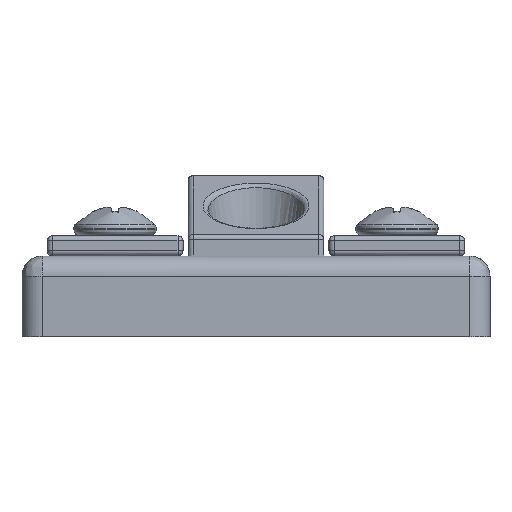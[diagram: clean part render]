
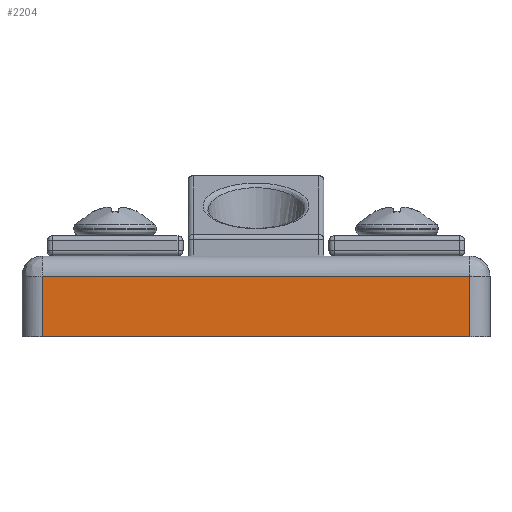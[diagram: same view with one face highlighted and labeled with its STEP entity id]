
A CAD part, left-side view. The second image highlights one B-rep face of the part: STEP entity #2204.
In plain terms, the highlighted free-form (B-spline) face has degree [1, 1] with [2, 2] control points.
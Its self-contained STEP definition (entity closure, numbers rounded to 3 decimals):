
#1942 = VERTEX_POINT('',#1943);
#1943 = CARTESIAN_POINT('',(-43.083,-23.923,
    -2.253));
#1959 = VERTEX_POINT('',#1960);
#1960 = CARTESIAN_POINT('',(-43.083,23.923,
    -2.253));
#1966 = EDGE_CURVE('',#1959,#1942,#1967,.T.);
#1967 = B_SPLINE_CURVE_WITH_KNOTS('',1,(#1968,#1969),.UNSPECIFIED.,.F.,
  .F.,(2,2),(-31.86,10.62),.PIECEWISE_BEZIER_KNOTS.);
#1968 = CARTESIAN_POINT('',(-43.083,23.923,
    -2.253));
#1969 = CARTESIAN_POINT('',(-43.083,-23.923,
    -2.253));
#2178 = EDGE_CURVE('',#1942,#2179,#2181,.T.);
#2179 = VERTEX_POINT('',#2180);
#2180 = CARTESIAN_POINT('',(-43.083,-23.923,
    -9.011));
#2181 = B_SPLINE_CURVE_WITH_KNOTS('',1,(#2182,#2183),.UNSPECIFIED.,.F.,
  .F.,(2,2),(2.,8.),.PIECEWISE_BEZIER_KNOTS.);
#2182 = CARTESIAN_POINT('',(-43.083,-23.923,
    -2.253));
#2183 = CARTESIAN_POINT('',(-43.083,-23.923,
    -9.011));
#2204 = ADVANCED_FACE('',(#2205),#2221,.T.);
#2205 = FACE_BOUND('',#2206,.T.);
#2206 = EDGE_LOOP('',(#2207,#2208,#2215,#2220));
#2207 = ORIENTED_EDGE('',*,*,#1966,.F.);
#2208 = ORIENTED_EDGE('',*,*,#2209,.T.);
#2209 = EDGE_CURVE('',#1959,#2210,#2212,.T.);
#2210 = VERTEX_POINT('',#2211);
#2211 = CARTESIAN_POINT('',(-43.083,23.923,
    -9.011));
#2212 = B_SPLINE_CURVE_WITH_KNOTS('',1,(#2213,#2214),.UNSPECIFIED.,.F.,
  .F.,(2,2),(2.,8.),.PIECEWISE_BEZIER_KNOTS.);
#2213 = CARTESIAN_POINT('',(-43.083,23.923,
    -2.253));
#2214 = CARTESIAN_POINT('',(-43.083,23.923,
    -9.011));
#2215 = ORIENTED_EDGE('',*,*,#2216,.F.);
#2216 = EDGE_CURVE('',#2179,#2210,#2217,.T.);
#2217 = B_SPLINE_CURVE_WITH_KNOTS('',1,(#2218,#2219),.UNSPECIFIED.,.F.,
  .F.,(2,2),(0.,42.48),.PIECEWISE_BEZIER_KNOTS.);
#2218 = CARTESIAN_POINT('',(-43.083,-23.923,
    -9.011));
#2219 = CARTESIAN_POINT('',(-43.083,23.923,
    -9.011));
#2220 = ORIENTED_EDGE('',*,*,#2178,.F.);
#2221 = B_SPLINE_SURFACE_WITH_KNOTS('',1,1,(
    (#2222,#2223)
    ,(#2224,#2225
    )),.UNSPECIFIED.,.F.,.F.,.F.,(2,2),(2,2),(0.,42.48),(2.,8.),
  .PIECEWISE_BEZIER_KNOTS.);
#2222 = CARTESIAN_POINT('',(-43.083,-23.923,
    -2.253));
#2223 = CARTESIAN_POINT('',(-43.083,-23.923,
    -9.011));
#2224 = CARTESIAN_POINT('',(-43.083,23.923,
    -2.253));
#2225 = CARTESIAN_POINT('',(-43.083,23.923,
    -9.011));
